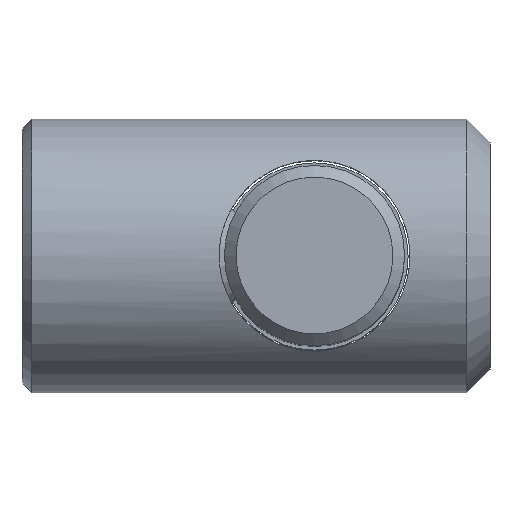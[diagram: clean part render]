
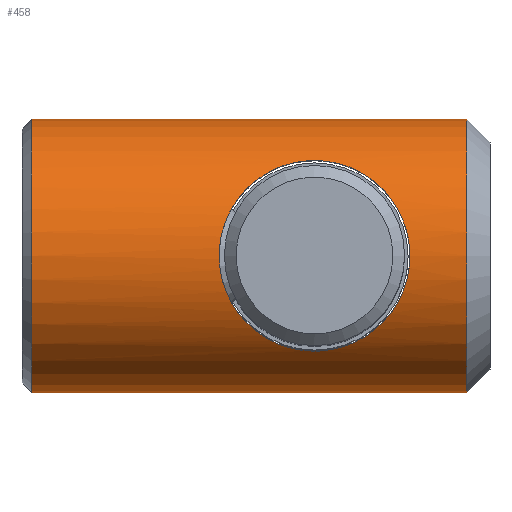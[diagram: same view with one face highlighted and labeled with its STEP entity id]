
A CAD part, top view. The second image highlights one B-rep face of the part: STEP entity #458.
In plain terms, the highlighted cylindrical face has radius 5.85 mm (diameter 11.7 mm), a full revolution.
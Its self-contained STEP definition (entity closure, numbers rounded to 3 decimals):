
#25=B_SPLINE_CURVE_WITH_KNOTS('',3,(#884,#885,#886,#887,#888,#889,#890,
#891,#892,#893),.UNSPECIFIED.,.F.,.F.,(4,2,2,2,4),(0.,0.162,
0.324,0.483,0.643),.UNSPECIFIED.);
#26=B_SPLINE_CURVE_WITH_KNOTS('',3,(#894,#895,#896,#897,#898,#899,#900,
#901,#902,#903,#904,#905,#906,#907,#908,#909,#910,#911,#912,#913,#914,#915,
#916,#917,#918,#919),.UNSPECIFIED.,.F.,.F.,(4,2,2,2,2,2,2,2,2,2,2,2,4),
(0.643,0.802,0.962,1.124,
1.286,1.447,1.609,1.769,1.928,
2.088,2.248,2.409,2.571),
 .UNSPECIFIED.);
#27=B_SPLINE_CURVE_WITH_KNOTS('',3,(#923,#924,#925,#926,#927,#928,#929,
#930,#931,#932,#933,#934,#935,#936,#937,#938,#939,#940),.UNSPECIFIED.,.F.,
 .F.,(4,2,2,2,2,2,2,2,4),(0.643,0.802,0.962,
1.124,1.286,1.447,1.609,1.769,
1.928),.UNSPECIFIED.);
#28=B_SPLINE_CURVE_WITH_KNOTS('',3,(#942,#943,#944,#945,#946,#947,#948,
#949,#950,#951),.UNSPECIFIED.,.F.,.F.,(4,2,2,2,4),(0.,0.162,
0.324,0.483,0.643),.UNSPECIFIED.);
#29=B_SPLINE_CURVE_WITH_KNOTS('',3,(#952,#953,#954,#955,#956,#957,#958,
#959,#960,#961),.UNSPECIFIED.,.F.,.F.,(4,2,2,2,4),(1.928,2.088,
2.248,2.409,2.571),.UNSPECIFIED.);
#52=FACE_BOUND('',#129,.T.);
#71=CYLINDRICAL_SURFACE('',#584,5.85);
#97=FACE_OUTER_BOUND('',#128,.T.);
#128=EDGE_LOOP('',(#412,#413,#414,#415,#416,#417,#418,#419,#420,#421));
#129=EDGE_LOOP('',(#422,#423));
#156=LINE('',#975,#183);
#157=LINE('',#976,#184);
#183=VECTOR('',#714,5.85);
#184=VECTOR('',#715,5.85);
#201=CIRCLE('',#579,5.85);
#202=CIRCLE('',#580,5.85);
#203=CIRCLE('',#582,5.85);
#236=VERTEX_POINT('',#882);
#237=VERTEX_POINT('',#883);
#238=VERTEX_POINT('',#920);
#239=VERTEX_POINT('',#922);
#240=VERTEX_POINT('',#941);
#241=VERTEX_POINT('',#963);
#242=VERTEX_POINT('',#965);
#243=VERTEX_POINT('',#969);
#291=EDGE_CURVE('',#236,#237,#25,.T.);
#292=EDGE_CURVE('',#237,#236,#26,.T.);
#294=EDGE_CURVE('',#239,#238,#27,.T.);
#295=EDGE_CURVE('',#240,#239,#28,.T.);
#296=EDGE_CURVE('',#238,#240,#29,.T.);
#298=EDGE_CURVE('',#242,#241,#201,.T.);
#299=EDGE_CURVE('',#241,#242,#202,.T.);
#300=EDGE_CURVE('',#243,#243,#203,.T.);
#303=EDGE_CURVE('',#243,#238,#156,.T.);
#304=EDGE_CURVE('',#239,#242,#157,.T.);
#412=ORIENTED_EDGE('',*,*,#300,.F.);
#413=ORIENTED_EDGE('',*,*,#303,.T.);
#414=ORIENTED_EDGE('',*,*,#296,.T.);
#415=ORIENTED_EDGE('',*,*,#295,.T.);
#416=ORIENTED_EDGE('',*,*,#304,.T.);
#417=ORIENTED_EDGE('',*,*,#298,.T.);
#418=ORIENTED_EDGE('',*,*,#299,.T.);
#419=ORIENTED_EDGE('',*,*,#304,.F.);
#420=ORIENTED_EDGE('',*,*,#294,.T.);
#421=ORIENTED_EDGE('',*,*,#303,.F.);
#422=ORIENTED_EDGE('',*,*,#291,.T.);
#423=ORIENTED_EDGE('',*,*,#292,.T.);
#458=ADVANCED_FACE('',(#97,#52),#71,.T.);
#579=AXIS2_PLACEMENT_3D('',#966,#701,#702);
#580=AXIS2_PLACEMENT_3D('',#967,#703,#704);
#582=AXIS2_PLACEMENT_3D('',#970,#707,#708);
#584=AXIS2_PLACEMENT_3D('',#974,#712,#713);
#701=DIRECTION('center_axis',(0.,0.,1.));
#702=DIRECTION('ref_axis',(-1.,0.,0.));
#703=DIRECTION('center_axis',(0.,0.,1.));
#704=DIRECTION('ref_axis',(-1.,0.,0.));
#707=DIRECTION('center_axis',(0.,0.,1.));
#708=DIRECTION('ref_axis',(-1.,0.,0.));
#712=DIRECTION('center_axis',(0.,0.,1.));
#713=DIRECTION('ref_axis',(-1.,0.,0.));
#714=DIRECTION('',(0.,0.,-1.));
#715=DIRECTION('',(0.,0.,-1.));
#882=CARTESIAN_POINT('',(11.659,-5.797,12.5));
#883=CARTESIAN_POINT('',(10.006,-9.872,16.575));
#884=CARTESIAN_POINT('Ctrl Pts',(11.659,-5.797,12.5));
#885=CARTESIAN_POINT('Ctrl Pts',(11.659,-5.797,13.039));
#886=CARTESIAN_POINT('Ctrl Pts',(11.544,-5.909,13.59));
#887=CARTESIAN_POINT('Ctrl Pts',(11.193,-6.329,14.583));
#888=CARTESIAN_POINT('Ctrl Pts',(10.965,-6.637,15.027));
#889=CARTESIAN_POINT('Ctrl Pts',(10.567,-7.34,15.731));
#890=CARTESIAN_POINT('Ctrl Pts',(10.366,-7.786,16.042));
#891=CARTESIAN_POINT('Ctrl Pts',(10.084,-8.786,16.465));
#892=CARTESIAN_POINT('Ctrl Pts',(10.006,-9.341,16.575));
#893=CARTESIAN_POINT('Ctrl Pts',(10.006,-9.872,16.575));
#894=CARTESIAN_POINT('Ctrl Pts',(10.006,-9.872,16.575));
#895=CARTESIAN_POINT('Ctrl Pts',(10.006,-10.404,16.575));
#896=CARTESIAN_POINT('Ctrl Pts',(10.084,-10.959,16.465));
#897=CARTESIAN_POINT('Ctrl Pts',(10.366,-11.959,16.042));
#898=CARTESIAN_POINT('Ctrl Pts',(10.567,-12.405,15.731));
#899=CARTESIAN_POINT('Ctrl Pts',(10.965,-13.108,15.027));
#900=CARTESIAN_POINT('Ctrl Pts',(11.193,-13.416,14.583));
#901=CARTESIAN_POINT('Ctrl Pts',(11.544,-13.836,13.59));
#902=CARTESIAN_POINT('Ctrl Pts',(11.659,-13.947,13.039));
#903=CARTESIAN_POINT('Ctrl Pts',(11.659,-13.947,11.961));
#904=CARTESIAN_POINT('Ctrl Pts',(11.544,-13.836,11.41));
#905=CARTESIAN_POINT('Ctrl Pts',(11.193,-13.416,10.417));
#906=CARTESIAN_POINT('Ctrl Pts',(10.965,-13.108,9.973));
#907=CARTESIAN_POINT('Ctrl Pts',(10.567,-12.405,9.269));
#908=CARTESIAN_POINT('Ctrl Pts',(10.366,-11.959,8.958));
#909=CARTESIAN_POINT('Ctrl Pts',(10.084,-10.959,8.535));
#910=CARTESIAN_POINT('Ctrl Pts',(10.006,-10.404,8.425));
#911=CARTESIAN_POINT('Ctrl Pts',(10.006,-9.341,8.425));
#912=CARTESIAN_POINT('Ctrl Pts',(10.084,-8.786,8.535));
#913=CARTESIAN_POINT('Ctrl Pts',(10.366,-7.786,8.958));
#914=CARTESIAN_POINT('Ctrl Pts',(10.567,-7.34,9.269));
#915=CARTESIAN_POINT('Ctrl Pts',(10.965,-6.637,9.973));
#916=CARTESIAN_POINT('Ctrl Pts',(11.193,-6.329,10.417));
#917=CARTESIAN_POINT('Ctrl Pts',(11.544,-5.909,11.41));
#918=CARTESIAN_POINT('Ctrl Pts',(11.659,-5.797,11.961));
#919=CARTESIAN_POINT('Ctrl Pts',(11.659,-5.797,12.5));
#920=CARTESIAN_POINT('',(21.706,-9.872,16.575));
#922=CARTESIAN_POINT('',(21.706,-9.872,8.425));
#923=CARTESIAN_POINT('Ctrl Pts',(21.706,-9.872,8.425));
#924=CARTESIAN_POINT('Ctrl Pts',(21.706,-10.404,8.425));
#925=CARTESIAN_POINT('Ctrl Pts',(21.627,-10.959,8.535));
#926=CARTESIAN_POINT('Ctrl Pts',(21.346,-11.959,8.958));
#927=CARTESIAN_POINT('Ctrl Pts',(21.145,-12.405,9.269));
#928=CARTESIAN_POINT('Ctrl Pts',(20.747,-13.108,9.973));
#929=CARTESIAN_POINT('Ctrl Pts',(20.518,-13.416,10.417));
#930=CARTESIAN_POINT('Ctrl Pts',(20.167,-13.836,11.41));
#931=CARTESIAN_POINT('Ctrl Pts',(20.053,-13.947,11.961));
#932=CARTESIAN_POINT('Ctrl Pts',(20.053,-13.947,13.039));
#933=CARTESIAN_POINT('Ctrl Pts',(20.167,-13.836,13.59));
#934=CARTESIAN_POINT('Ctrl Pts',(20.518,-13.416,14.583));
#935=CARTESIAN_POINT('Ctrl Pts',(20.747,-13.108,15.027));
#936=CARTESIAN_POINT('Ctrl Pts',(21.145,-12.405,15.731));
#937=CARTESIAN_POINT('Ctrl Pts',(21.346,-11.959,16.042));
#938=CARTESIAN_POINT('Ctrl Pts',(21.627,-10.959,16.465));
#939=CARTESIAN_POINT('Ctrl Pts',(21.706,-10.404,16.575));
#940=CARTESIAN_POINT('Ctrl Pts',(21.706,-9.872,16.575));
#941=CARTESIAN_POINT('',(20.053,-5.797,12.5));
#942=CARTESIAN_POINT('Ctrl Pts',(20.053,-5.797,12.5));
#943=CARTESIAN_POINT('Ctrl Pts',(20.053,-5.797,11.961));
#944=CARTESIAN_POINT('Ctrl Pts',(20.167,-5.909,11.41));
#945=CARTESIAN_POINT('Ctrl Pts',(20.518,-6.329,10.417));
#946=CARTESIAN_POINT('Ctrl Pts',(20.747,-6.637,9.973));
#947=CARTESIAN_POINT('Ctrl Pts',(21.145,-7.34,9.269));
#948=CARTESIAN_POINT('Ctrl Pts',(21.346,-7.786,8.958));
#949=CARTESIAN_POINT('Ctrl Pts',(21.627,-8.786,8.535));
#950=CARTESIAN_POINT('Ctrl Pts',(21.706,-9.341,8.425));
#951=CARTESIAN_POINT('Ctrl Pts',(21.706,-9.872,8.425));
#952=CARTESIAN_POINT('Ctrl Pts',(21.706,-9.872,16.575));
#953=CARTESIAN_POINT('Ctrl Pts',(21.706,-9.341,16.575));
#954=CARTESIAN_POINT('Ctrl Pts',(21.627,-8.786,16.465));
#955=CARTESIAN_POINT('Ctrl Pts',(21.346,-7.786,16.042));
#956=CARTESIAN_POINT('Ctrl Pts',(21.145,-7.34,15.731));
#957=CARTESIAN_POINT('Ctrl Pts',(20.747,-6.637,15.027));
#958=CARTESIAN_POINT('Ctrl Pts',(20.518,-6.329,14.583));
#959=CARTESIAN_POINT('Ctrl Pts',(20.167,-5.909,13.59));
#960=CARTESIAN_POINT('Ctrl Pts',(20.053,-5.797,13.039));
#961=CARTESIAN_POINT('Ctrl Pts',(20.053,-5.797,12.5));
#963=CARTESIAN_POINT('',(15.856,-15.722,0.424));
#965=CARTESIAN_POINT('',(21.706,-9.872,0.424));
#966=CARTESIAN_POINT('Origin',(15.856,-9.872,0.424));
#967=CARTESIAN_POINT('Origin',(15.856,-9.872,0.424));
#969=CARTESIAN_POINT('',(21.706,-9.872,19.));
#970=CARTESIAN_POINT('Origin',(15.856,-9.872,19.));
#974=CARTESIAN_POINT('Origin',(15.856,-9.872,0.));
#975=CARTESIAN_POINT('',(21.706,-9.872,0.));
#976=CARTESIAN_POINT('',(21.706,-9.872,0.));
